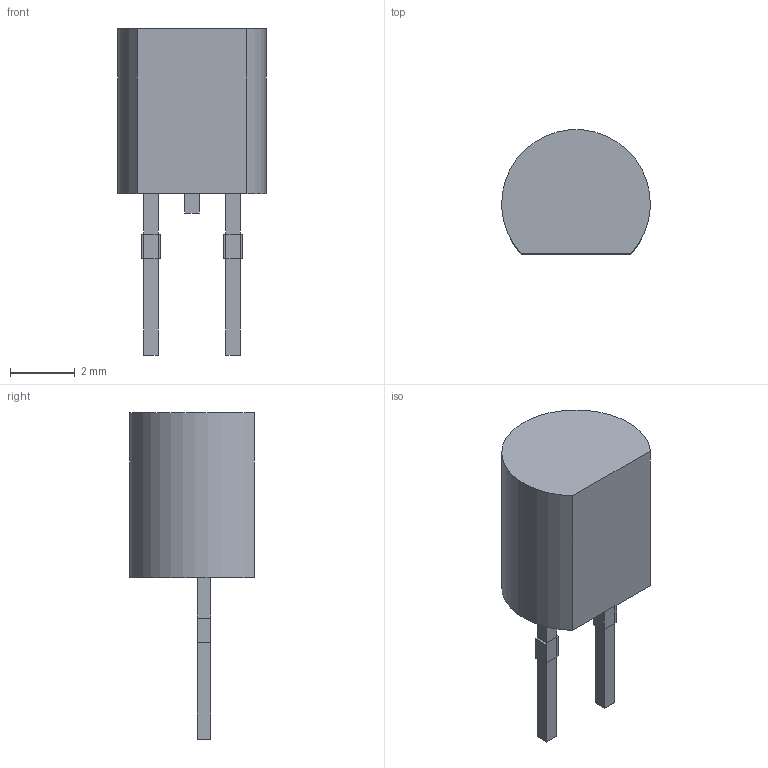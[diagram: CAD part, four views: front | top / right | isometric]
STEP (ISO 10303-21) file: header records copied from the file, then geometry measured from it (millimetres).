
FILE_DESCRIPTION(('FreeCAD Model'),'2;1');
FILE_NAME('SOD-70_P2.54mm.step','2018-04-28T11:10:41',('kicad StepUp'),('ksu MCAD') ,'Open CASCADE STEP processor 6.8','FreeCAD','Unknown');
FILE_SCHEMA(('AUTOMOTIVE_DESIGN_CC2 { 1 2 10303 214 -1 1 5 4 }'));
Length unit declared in the file: millimetre
Products named in the file (1): SOD-70_P2.54mm
Bounding box: 4.59 x 3.84 x 10.1 mm (x, y, z)
Volume: 77.8 mm3; surface area: 120.3 mm2
Topology: 1 solids, 1 shells, 51 faces, 106 edges, 60 vertices
Faces by surface type: plane 50, cylinder 1
Entity records: 1656 total; most frequent: CARTESIAN_POINT 218, DIRECTION 212, ORIENTED_EDGE 212, EDGE_CURVE 106, LINE 104, VECTOR 104, VERTEX_POINT 60, AXIS2_PLACEMENT_3D 54
